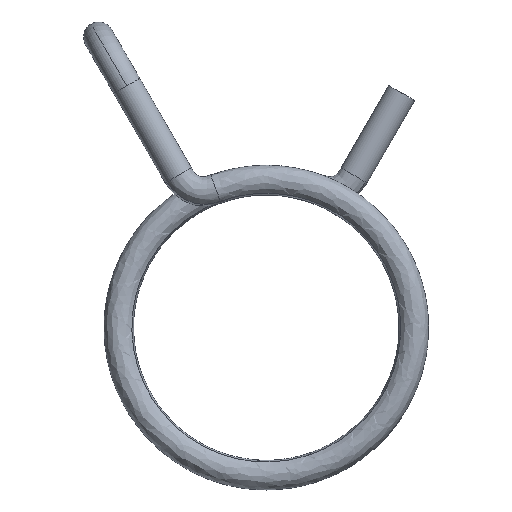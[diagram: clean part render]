
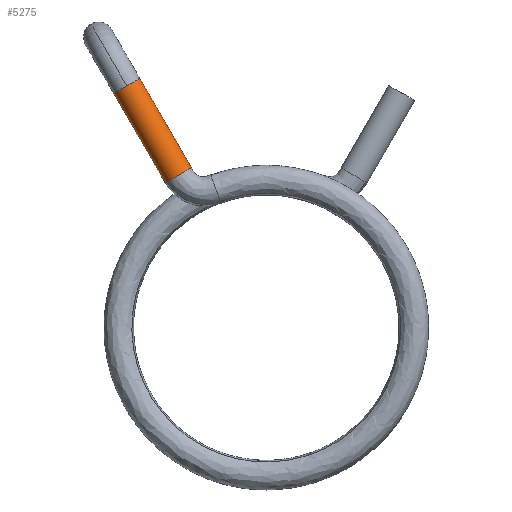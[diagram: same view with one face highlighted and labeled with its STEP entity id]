
A CAD part, top view. The second image highlights one B-rep face of the part: STEP entity #5275.
In plain terms, the highlighted cylindrical face has radius 1 mm (diameter 2 mm), a partial arc.
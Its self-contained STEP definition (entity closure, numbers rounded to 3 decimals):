
#128 = VERTEX_POINT ( 'NONE', #2938 ) ;
#315 = VERTEX_POINT ( 'NONE', #6583 ) ;
#369 = EDGE_CURVE ( 'NONE', #5526, #315, #4361, .T. ) ;
#372 = AXIS2_PLACEMENT_3D ( 'NONE', #3304, #4887, #6578 ) ;
#446 = CARTESIAN_POINT ( 'NONE',  ( -9.275, 16.065, 3.75 ) ) ;
#584 = CARTESIAN_POINT ( 'NONE',  ( -10.141, 15.565, 3.75 ) ) ;
#599 = ORIENTED_EDGE ( 'NONE', *, *, #3078, .T. ) ;
#801 = CARTESIAN_POINT ( 'NONE',  ( -6.59, 9.681, 4.25 ) ) ;
#819 = DIRECTION ( 'NONE',  ( 0.75, 0.433, -0.5 ) ) ;
#955 = VECTOR ( 'NONE', #3840, 1000. ) ;
#1134 = AXIS2_PLACEMENT_3D ( 'NONE', #3326, #2802, #2194 ) ;
#1171 = VECTOR ( 'NONE', #2205, 1000. ) ;
#1452 = AXIS2_PLACEMENT_3D ( 'NONE', #1697, #3924, #819 ) ;
#1649 = CARTESIAN_POINT ( 'NONE',  ( -8.409, 16.565, 3.75 ) ) ;
#1664 = CYLINDRICAL_SURFACE ( 'NONE', #3396, 1. ) ;
#1697 = CARTESIAN_POINT ( 'NONE',  ( -9.275, 16.065, 3.75 ) ) ;
#2102 = CIRCLE ( 'NONE', #6385, 1. ) ;
#2194 = DIRECTION ( 'NONE',  ( 0.75, 0.433, -0.5 ) ) ;
#2205 = DIRECTION ( 'NONE',  ( 0.5, -0.866, 0. ) ) ;
#2352 = DIRECTION ( 'NONE',  ( 0.75, 0.433, -0.5 ) ) ;
#2389 = VERTEX_POINT ( 'NONE', #584 ) ;
#2617 = EDGE_CURVE ( 'NONE', #4191, #2389, #2102, .T. ) ;
#2742 = CARTESIAN_POINT ( 'NONE',  ( -10.141, 15.565, 3.75 ) ) ;
#2802 = DIRECTION ( 'NONE',  ( 0.5, -0.866, 0. ) ) ;
#2841 = DIRECTION ( 'NONE',  ( 0.5, -0.866, 0. ) ) ;
#2938 = CARTESIAN_POINT ( 'NONE',  ( -6.701, 9.617, 3.75 ) ) ;
#2965 = CIRCLE ( 'NONE', #1134, 1. ) ;
#3033 = ORIENTED_EDGE ( 'NONE', *, *, #4951, .T. ) ;
#3078 = EDGE_CURVE ( 'NONE', #2389, #128, #3762, .T. ) ;
#3157 = VERTEX_POINT ( 'NONE', #801 ) ;
#3292 = DIRECTION ( 'NONE',  ( 0.866, 0.5, 0. ) ) ;
#3304 = CARTESIAN_POINT ( 'NONE',  ( -5.84, 10.114, 3.75 ) ) ;
#3326 = CARTESIAN_POINT ( 'NONE',  ( -5.84, 10.114, 3.75 ) ) ;
#3396 = AXIS2_PLACEMENT_3D ( 'NONE', #6057, #2841, #3292 ) ;
#3564 = CIRCLE ( 'NONE', #372, 1. ) ;
#3762 = LINE ( 'NONE', #2742, #1171 ) ;
#3840 = DIRECTION ( 'NONE',  ( 0.5, -0.866, 0. ) ) ;
#3924 = DIRECTION ( 'NONE',  ( 0.5, -0.866, 0. ) ) ;
#4191 = VERTEX_POINT ( 'NONE', #4788 ) ;
#4361 = LINE ( 'NONE', #1649, #955 ) ;
#4417 = EDGE_LOOP ( 'NONE', ( #3033, #4759, #599, #6392, #4866, #4793 ) ) ;
#4759 = ORIENTED_EDGE ( 'NONE', *, *, #2617, .T. ) ;
#4783 = DIRECTION ( 'NONE',  ( 0.5, -0.866, 0. ) ) ;
#4788 = CARTESIAN_POINT ( 'NONE',  ( -9.275, 16.065, 4.75 ) ) ;
#4793 = ORIENTED_EDGE ( 'NONE', *, *, #369, .F. ) ;
#4866 = ORIENTED_EDGE ( 'NONE', *, *, #6220, .F. ) ;
#4887 = DIRECTION ( 'NONE',  ( 0.5, -0.866, 0. ) ) ;
#4951 = EDGE_CURVE ( 'NONE', #5526, #4191, #4958, .T. ) ;
#4957 = CARTESIAN_POINT ( 'NONE',  ( -8.409, 16.565, 3.75 ) ) ;
#4958 = CIRCLE ( 'NONE', #1452, 1. ) ;
#5275 = ADVANCED_FACE ( 'NONE', ( #5487 ), #1664, .T. ) ;
#5406 = EDGE_CURVE ( 'NONE', #3157, #128, #3564, .T. ) ;
#5487 = FACE_OUTER_BOUND ( 'NONE', #4417, .T. ) ;
#5526 = VERTEX_POINT ( 'NONE', #4957 ) ;
#6057 = CARTESIAN_POINT ( 'NONE',  ( -9.275, 16.065, 3.75 ) ) ;
#6220 = EDGE_CURVE ( 'NONE', #315, #3157, #2965, .T. ) ;
#6385 = AXIS2_PLACEMENT_3D ( 'NONE', #446, #4783, #2352 ) ;
#6392 = ORIENTED_EDGE ( 'NONE', *, *, #5406, .F. ) ;
#6578 = DIRECTION ( 'NONE',  ( 0.75, 0.433, -0.5 ) ) ;
#6583 = CARTESIAN_POINT ( 'NONE',  ( -4.979, 10.612, 3.75 ) ) ;
